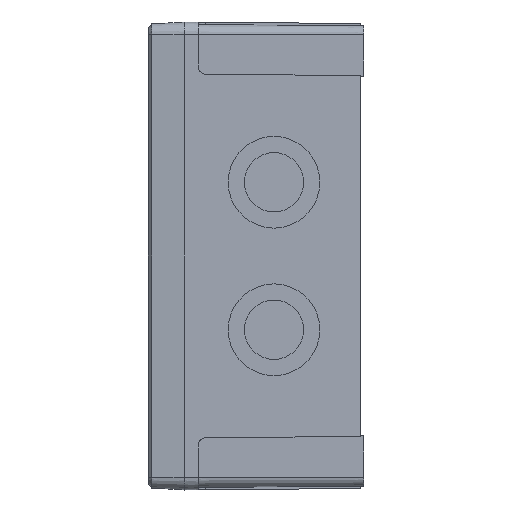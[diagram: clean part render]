
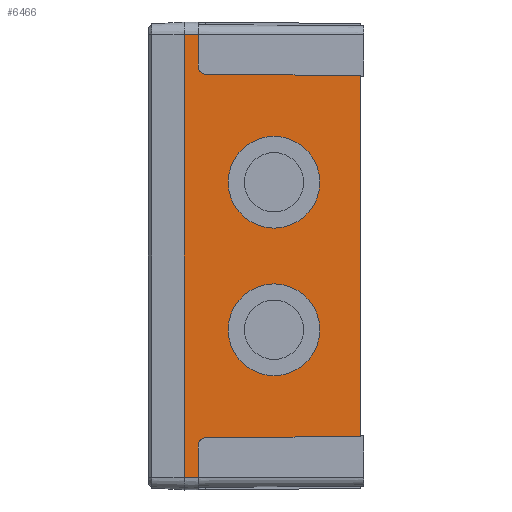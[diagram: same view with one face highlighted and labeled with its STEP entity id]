
A CAD part, left-side view. The second image highlights one B-rep face of the part: STEP entity #6466.
In plain terms, the highlighted planar face has unit normal (-1, -0.009, 0).
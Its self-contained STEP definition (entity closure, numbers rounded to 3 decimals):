
#67 = CIRCLE ( 'NONE', #9479, 12.75 ) ;
#88 = EDGE_CURVE ( 'NONE', #7551, #9784, #67, .T. ) ;
#91 = CARTESIAN_POINT ( 'NONE',  ( -65.051, 0.096, -50.586 ) ) ;
#141 = EDGE_CURVE ( 'NONE', #3864, #307, #1079, .T. ) ;
#203 = CARTESIAN_POINT ( 'NONE',  ( -64.622, -49., -61.55 ) ) ;
#290 = ORIENTED_EDGE ( 'NONE', *, *, #8922, .T. ) ;
#307 = VERTEX_POINT ( 'NONE', #1044 ) ;
#328 = LINE ( 'NONE', #5214, #10508 ) ;
#342 = EDGE_LOOP ( 'NONE', ( #5316, #1133 ) ) ;
#504 = EDGE_CURVE ( 'NONE', #5505, #3532, #6921, .T. ) ;
#584 = CARTESIAN_POINT ( 'NONE',  ( -65.008, -4.819, 50.543 ) ) ;
#702 = CARTESIAN_POINT ( 'NONE',  ( -65.015, -4., -61.55 ) ) ;
#704 = CARTESIAN_POINT ( 'NONE',  ( -64.832, -25.007, -20.5 ) ) ;
#766 = AXIS2_PLACEMENT_3D ( 'NONE', #4189, #8963, #9970 ) ;
#1044 = CARTESIAN_POINT ( 'NONE',  ( -65.015, -4., 52.533 ) ) ;
#1079 =( BOUNDED_CURVE ( )  B_SPLINE_CURVE ( 3, ( #5738, #584, #7888, #2786 ),
 .UNSPECIFIED., .F., .T. ) 
 B_SPLINE_CURVE_WITH_KNOTS ( ( 4, 4 ),
 ( 4.721, 6.283 ),
 .UNSPECIFIED. ) 
 CURVE ( )  GEOMETRIC_REPRESENTATION_ITEM ( )  RATIONAL_B_SPLINE_CURVE ( ( 1., 0.807, 0.807, 1. ) ) 
 REPRESENTATION_ITEM ( '' )  );
#1133 = ORIENTED_EDGE ( 'NONE', *, *, #504, .F. ) ;
#1339 = CARTESIAN_POINT ( 'NONE',  ( -64.832, -25.007, -20.5 ) ) ;
#1416 = VECTOR ( 'NONE', #3347, 1000. ) ;
#1447 = EDGE_CURVE ( 'NONE', #2866, #11223, #328, .T. ) ;
#1456 = CARTESIAN_POINT ( 'NONE',  ( -65.05, 0., -61.55 ) ) ;
#1675 = VECTOR ( 'NONE', #3688, 1000. ) ;
#1690 = CARTESIAN_POINT ( 'NONE',  ( -65.008, -4.819, -50.543 ) ) ;
#1741 = CIRCLE ( 'NONE', #3452, 12.75 ) ;
#1775 = CARTESIAN_POINT ( 'NONE',  ( -64.943, -12.257, 20.5 ) ) ;
#2054 = DIRECTION ( 'NONE',  ( 0.009, -1., 0. ) ) ;
#2249 = CARTESIAN_POINT ( 'NONE',  ( -65.05, 0., -61.55 ) ) ;
#2280 = CARTESIAN_POINT ( 'NONE',  ( -65.015, -4., -52.533 ) ) ;
#2301 = VECTOR ( 'NONE', #10953, 1000. ) ;
#2342 = VECTOR ( 'NONE', #3151, 1000. ) ;
#2420 = LINE ( 'NONE', #9643, #1675 ) ;
#2658 = VERTEX_POINT ( 'NONE', #9096 ) ;
#2731 = ORIENTED_EDGE ( 'NONE', *, *, #4454, .T. ) ;
#2786 = CARTESIAN_POINT ( 'NONE',  ( -65.015, -4., 52.533 ) ) ;
#2832 = EDGE_CURVE ( 'NONE', #2866, #12447, #3537, .T. ) ;
#2843 = DIRECTION ( 'NONE',  ( 0.009, -1., 0. ) ) ;
#2866 = VERTEX_POINT ( 'NONE', #8758 ) ;
#3065 = PLANE ( 'NONE',  #9436 ) ;
#3151 = DIRECTION ( 'NONE',  ( -0.009, 1., -0.009 ) ) ;
#3275 = DIRECTION ( 'NONE',  ( 0.009, -1., 0. ) ) ;
#3307 =( BOUNDED_CURVE ( )  B_SPLINE_CURVE ( 3, ( #3708, #10864, #1690, #9995 ),
 .UNSPECIFIED., .F., .T. ) 
 B_SPLINE_CURVE_WITH_KNOTS ( ( 4, 4 ),
 ( 3.142, 4.704 ),
 .UNSPECIFIED. ) 
 CURVE ( )  GEOMETRIC_REPRESENTATION_ITEM ( )  RATIONAL_B_SPLINE_CURVE ( ( 1., 0.807, 0.807, 1. ) ) 
 REPRESENTATION_ITEM ( '' )  );
#3320 = DIRECTION ( 'NONE',  ( 0.009, -1., 0. ) ) ;
#3332 = EDGE_LOOP ( 'NONE', ( #10542, #8825 ) ) ;
#3347 = DIRECTION ( 'NONE',  ( 0., 0., 1. ) ) ;
#3419 = CARTESIAN_POINT ( 'NONE',  ( -64.943, -12.257, -20.5 ) ) ;
#3452 = AXIS2_PLACEMENT_3D ( 'NONE', #704, #12900, #2843 ) ;
#3474 = DIRECTION ( 'NONE',  ( -0.009, 1., 0. ) ) ;
#3494 = CARTESIAN_POINT ( 'NONE',  ( -64.721, -37.756, 20.5 ) ) ;
#3532 = VERTEX_POINT ( 'NONE', #3494 ) ;
#3537 = LINE ( 'NONE', #1456, #9217 ) ;
#3636 = VERTEX_POINT ( 'NONE', #3747 ) ;
#3642 = LINE ( 'NONE', #702, #5819 ) ;
#3650 = CARTESIAN_POINT ( 'NONE',  ( -65.041, -0.978, 50.576 ) ) ;
#3688 = DIRECTION ( 'NONE',  ( -0.009, 1., 0. ) ) ;
#3708 = CARTESIAN_POINT ( 'NONE',  ( -65.015, -4., -52.533 ) ) ;
#3747 = CARTESIAN_POINT ( 'NONE',  ( -65.05, 0., 61.55 ) ) ;
#3864 = VERTEX_POINT ( 'NONE', #12263 ) ;
#4079 = EDGE_CURVE ( 'NONE', #12447, #3636, #8075, .T. ) ;
#4189 = CARTESIAN_POINT ( 'NONE',  ( -64.832, -25.007, 20.5 ) ) ;
#4191 = CIRCLE ( 'NONE', #766, 12.75 ) ;
#4259 = VERTEX_POINT ( 'NONE', #10468 ) ;
#4330 = FACE_BOUND ( 'NONE', #342, .T. ) ;
#4454 = EDGE_CURVE ( 'NONE', #11223, #2658, #3307, .T. ) ;
#4543 = EDGE_CURVE ( 'NONE', #4259, #3636, #2420, .T. ) ;
#4993 = CARTESIAN_POINT ( 'NONE',  ( -65.05, 0., -61.55 ) ) ;
#5214 = CARTESIAN_POINT ( 'NONE',  ( -65.015, -4., -61.55 ) ) ;
#5316 = ORIENTED_EDGE ( 'NONE', *, *, #9138, .F. ) ;
#5325 = DIRECTION ( 'NONE',  ( -1., -0.009, 0. ) ) ;
#5489 = EDGE_CURVE ( 'NONE', #9784, #7551, #1741, .T. ) ;
#5505 = VERTEX_POINT ( 'NONE', #1775 ) ;
#5556 = VERTEX_POINT ( 'NONE', #11011 ) ;
#5738 = CARTESIAN_POINT ( 'NONE',  ( -64.998, -5.983, 50.533 ) ) ;
#5819 = VECTOR ( 'NONE', #9877, 1000. ) ;
#6155 = EDGE_LOOP ( 'NONE', ( #9634, #7020, #10231, #9724, #12685, #11036, #11634, #2731, #8051, #290 ) ) ;
#6223 = DIRECTION ( 'NONE',  ( 0., 0., 1. ) ) ;
#6252 = VECTOR ( 'NONE', #11626, 1000. ) ;
#6466 = ADVANCED_FACE ( 'NONE', ( #4330, #10483, #7356 ), #3065, .T. ) ;
#6685 = EDGE_CURVE ( 'NONE', #3864, #6836, #9548, .T. ) ;
#6836 = VERTEX_POINT ( 'NONE', #10003 ) ;
#6921 = CIRCLE ( 'NONE', #9630, 12.75 ) ;
#7020 = ORIENTED_EDGE ( 'NONE', *, *, #141, .T. ) ;
#7356 = FACE_OUTER_BOUND ( 'NONE', #6155, .T. ) ;
#7412 = CARTESIAN_POINT ( 'NONE',  ( -64.832, -25.007, 20.5 ) ) ;
#7551 = VERTEX_POINT ( 'NONE', #3419 ) ;
#7888 = CARTESIAN_POINT ( 'NONE',  ( -65.015, -4., 51.369 ) ) ;
#8000 = LINE ( 'NONE', #91, #2342 ) ;
#8051 = ORIENTED_EDGE ( 'NONE', *, *, #11179, .F. ) ;
#8075 = LINE ( 'NONE', #4993, #2301 ) ;
#8758 = CARTESIAN_POINT ( 'NONE',  ( -65.015, -4., -61.55 ) ) ;
#8825 = ORIENTED_EDGE ( 'NONE', *, *, #88, .F. ) ;
#8922 = EDGE_CURVE ( 'NONE', #5556, #6836, #12592, .T. ) ;
#8963 = DIRECTION ( 'NONE',  ( -1., -0.009, 0. ) ) ;
#9096 = CARTESIAN_POINT ( 'NONE',  ( -64.998, -5.983, -50.533 ) ) ;
#9138 = EDGE_CURVE ( 'NONE', #3532, #5505, #4191, .T. ) ;
#9217 = VECTOR ( 'NONE', #3474, 1000. ) ;
#9396 = EDGE_CURVE ( 'NONE', #307, #4259, #3642, .T. ) ;
#9436 = AXIS2_PLACEMENT_3D ( 'NONE', #2249, #11426, #2054 ) ;
#9479 = AXIS2_PLACEMENT_3D ( 'NONE', #1339, #12518, #3275 ) ;
#9548 = LINE ( 'NONE', #3650, #6252 ) ;
#9630 = AXIS2_PLACEMENT_3D ( 'NONE', #7412, #5325, #3320 ) ;
#9634 = ORIENTED_EDGE ( 'NONE', *, *, #6685, .F. ) ;
#9643 = CARTESIAN_POINT ( 'NONE',  ( -65.05, 0., 61.55 ) ) ;
#9724 = ORIENTED_EDGE ( 'NONE', *, *, #4543, .T. ) ;
#9784 = VERTEX_POINT ( 'NONE', #12001 ) ;
#9877 = DIRECTION ( 'NONE',  ( 0., 0., 1. ) ) ;
#9970 = DIRECTION ( 'NONE',  ( 0.009, -1., 0. ) ) ;
#9995 = CARTESIAN_POINT ( 'NONE',  ( -64.998, -5.983, -50.533 ) ) ;
#10003 = CARTESIAN_POINT ( 'NONE',  ( -64.622, -49., 50.157 ) ) ;
#10231 = ORIENTED_EDGE ( 'NONE', *, *, #9396, .T. ) ;
#10468 = CARTESIAN_POINT ( 'NONE',  ( -65.015, -4., 61.55 ) ) ;
#10483 = FACE_BOUND ( 'NONE', #3332, .T. ) ;
#10508 = VECTOR ( 'NONE', #6223, 1000. ) ;
#10542 = ORIENTED_EDGE ( 'NONE', *, *, #5489, .F. ) ;
#10864 = CARTESIAN_POINT ( 'NONE',  ( -65.015, -4., -51.369 ) ) ;
#10953 = DIRECTION ( 'NONE',  ( 0., 0., 1. ) ) ;
#11011 = CARTESIAN_POINT ( 'NONE',  ( -64.622, -49., -50.157 ) ) ;
#11036 = ORIENTED_EDGE ( 'NONE', *, *, #2832, .F. ) ;
#11179 = EDGE_CURVE ( 'NONE', #5556, #2658, #8000, .T. ) ;
#11223 = VERTEX_POINT ( 'NONE', #2280 ) ;
#11426 = DIRECTION ( 'NONE',  ( -1., -0.009, 0. ) ) ;
#11626 = DIRECTION ( 'NONE',  ( 0.009, -1., -0.009 ) ) ;
#11634 = ORIENTED_EDGE ( 'NONE', *, *, #1447, .T. ) ;
#12001 = CARTESIAN_POINT ( 'NONE',  ( -64.721, -37.756, -20.5 ) ) ;
#12263 = CARTESIAN_POINT ( 'NONE',  ( -64.998, -5.983, 50.533 ) ) ;
#12447 = VERTEX_POINT ( 'NONE', #13231 ) ;
#12518 = DIRECTION ( 'NONE',  ( -1., -0.009, 0. ) ) ;
#12592 = LINE ( 'NONE', #203, #1416 ) ;
#12685 = ORIENTED_EDGE ( 'NONE', *, *, #4079, .F. ) ;
#12900 = DIRECTION ( 'NONE',  ( -1., -0.009, 0. ) ) ;
#13231 = CARTESIAN_POINT ( 'NONE',  ( -65.05, 0., -61.55 ) ) ;
